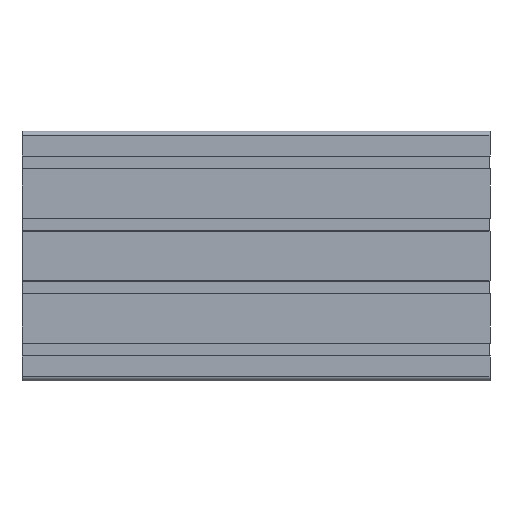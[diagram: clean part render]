
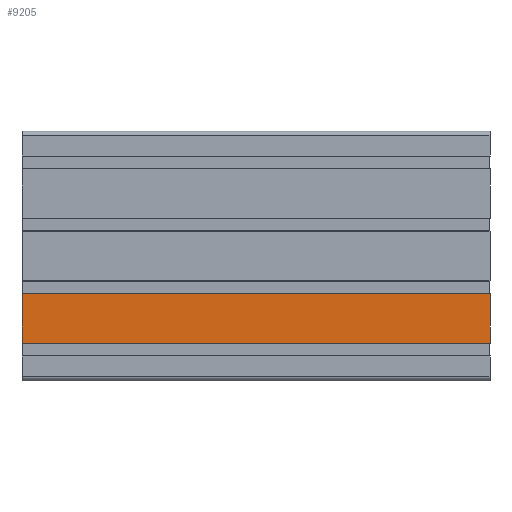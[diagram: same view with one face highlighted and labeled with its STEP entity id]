
A CAD part, left-side view. The second image highlights one B-rep face of the part: STEP entity #9205.
In plain terms, the highlighted face is planar.
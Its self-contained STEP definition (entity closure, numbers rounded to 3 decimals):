
#3854 = ORIENTED_EDGE ( 'NONE', *, *, #11174, .T. ) ;
#3855 = ORIENTED_EDGE ( 'NONE', *, *, #11168, .T. ) ;
#3857 = ORIENTED_EDGE ( 'NONE', *, *, #11172, .F. ) ;
#3901 = ORIENTED_EDGE ( 'NONE', *, *, #11221, .F. ) ;
#4519 = LINE ( 'NONE', #4522, #9298 ) ;
#4522 = CARTESIAN_POINT ( 'NONE',  ( 40., -55.9, 0. ) ) ;
#4529 = LINE ( 'NONE', #4537, #9288 ) ;
#4537 = CARTESIAN_POINT ( 'NONE',  ( 40., -24.1, 0. ) ) ;
#4544 = DIRECTION ( 'NONE',  ( 0., 0., -1. ) ) ;
#4568 = DIRECTION ( 'NONE',  ( 0., -1., 0. ) ) ;
#4573 = LINE ( 'NONE', #4601, #9282 ) ;
#4578 = DIRECTION ( 'NONE',  ( 0., 0., -1. ) ) ;
#4601 = CARTESIAN_POINT ( 'NONE',  ( 40., -24.1, 0. ) ) ;
#4711 = CARTESIAN_POINT ( 'NONE',  ( 40., -24.1, -300. ) ) ;
#4713 = LINE ( 'NONE', #4711, #9326 ) ;
#4723 = DIRECTION ( 'NONE',  ( 0., -1., 0. ) ) ;
#5301 = EDGE_LOOP ( 'NONE', ( #3901, #3857, #3854, #3855 ) ) ;
#5436 = VERTEX_POINT ( 'NONE', #12371 ) ;
#5441 = VERTEX_POINT ( 'NONE', #12425 ) ;
#5444 = VERTEX_POINT ( 'NONE', #12423 ) ;
#5445 = VERTEX_POINT ( 'NONE', #12418 ) ;
#8538 = AXIS2_PLACEMENT_3D ( 'NONE', #10086, #10060, #10070 ) ;
#9205 = ADVANCED_FACE ( 'PLANAR_21', ( #10094 ), #10098, .T. ) ;
#9282 = VECTOR ( 'NONE', #4578, 1000. ) ;
#9288 = VECTOR ( 'NONE', #4568, 1000. ) ;
#9298 = VECTOR ( 'NONE', #4544, 1000. ) ;
#9326 = VECTOR ( 'NONE', #4723, 1000. ) ;
#10060 = DIRECTION ( 'NONE',  ( 1., 0., 0. ) ) ;
#10070 = DIRECTION ( 'NONE',  ( 0., -1., 0. ) ) ;
#10086 = CARTESIAN_POINT ( 'NONE',  ( 40., -24.1, 0. ) ) ;
#10094 = FACE_OUTER_BOUND ( 'NONE', #5301, .T. ) ;
#10098 = PLANE ( 'NONE',  #8538 ) ;
#11168 = EDGE_CURVE ( 'NONE', #5441, #5444, #4519, .T. ) ;
#11172 = EDGE_CURVE ( 'NONE', #5436, #5445, #4573, .T. ) ;
#11174 = EDGE_CURVE ( 'NONE', #5436, #5441, #4529, .T. ) ;
#11221 = EDGE_CURVE ( 'NONE', #5445, #5444, #4713, .T. ) ;
#12371 = CARTESIAN_POINT ( 'NONE',  ( 40., -24.1, 0. ) ) ;
#12418 = CARTESIAN_POINT ( 'NONE',  ( 40., -24.1, -300. ) ) ;
#12423 = CARTESIAN_POINT ( 'NONE',  ( 40., -55.9, -300. ) ) ;
#12425 = CARTESIAN_POINT ( 'NONE',  ( 40., -55.9, 0. ) ) ;
